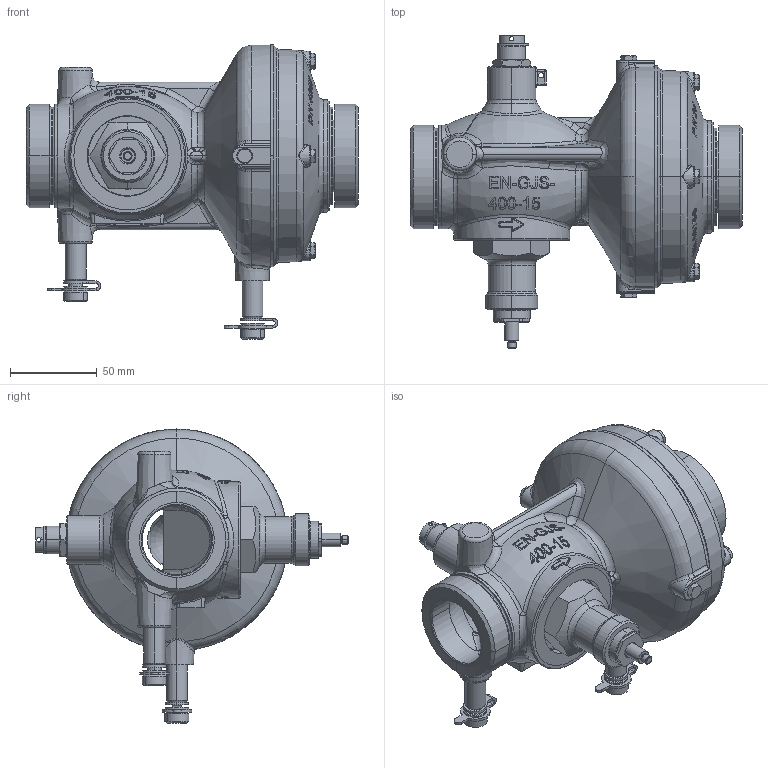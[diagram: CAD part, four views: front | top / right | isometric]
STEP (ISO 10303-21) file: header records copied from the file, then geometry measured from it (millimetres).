
FILE_DESCRIPTION (( 'STEP AP203' ), '1' );
FILE_NAME ('12159 - KTM 512 DN40,50 PN25 Fc-20 (z PTP).STEP', '2012-02-27T07:56:42', ( 'skrbnik' ), ( '' ), 'SwSTEP 2.0', 'SolidWorks 2010', '' );
FILE_SCHEMA (( 'CONFIG_CONTROL_DESIGN' ));
Length unit declared in the file: millimetre
Products named in the file (1): 12159 - KTM 512 DN40,50 PN25 Fc-20 (z PTP)
Bounding box: 191.3 x 180 x 169.45 mm (x, y, z)
Surface area: 106118.3 mm2 (no closed solid volume)
Topology: 0 solids, 46 shells, 1127 faces, 3452 edges, 2333 vertices
Faces by surface type: plane 353, bspline 322, cone 170, cylinder 167, torus 97, sphere 18
Entity records: 68506 total; most frequent: CARTESIAN_POINT 41455, ORIENTED_EDGE 5991, DIRECTION 4418, EDGE_CURVE 3446, VERTEX_POINT 2333, AXIS2_PLACEMENT_3D 1696, B_SPLINE_CURVE_WITH_KNOTS 1494, EDGE_LOOP 1254
